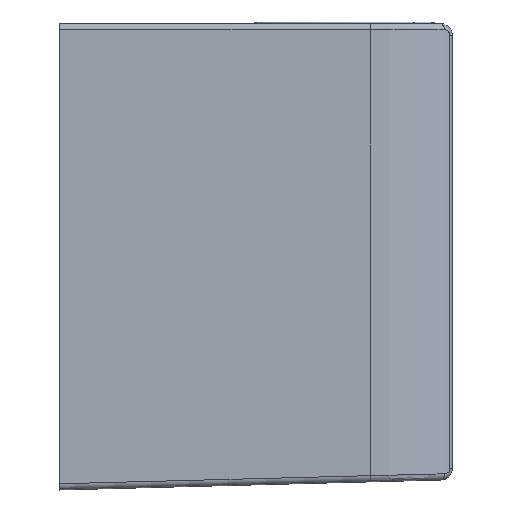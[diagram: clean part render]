
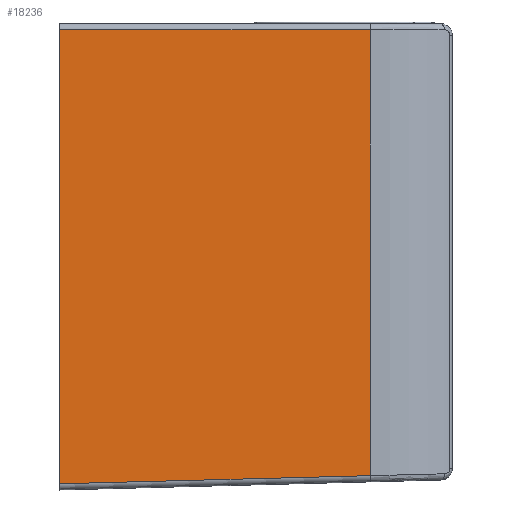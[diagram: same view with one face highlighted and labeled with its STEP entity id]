
A CAD part, front view. The second image highlights one B-rep face of the part: STEP entity #18236.
In plain terms, the highlighted face is planar.
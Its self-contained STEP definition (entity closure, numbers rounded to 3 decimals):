
#12846=CARTESIAN_POINT(' ',(39.5,-18.04,0.8));
#12851=DIRECTION(' ',(0.,0.,1.));
#12856=VECTOR(' ',#12851,1.);
#12861=LINE('',#12846,#12856);
#12866=CARTESIAN_POINT(' ',(39.5,-18.04,0.8));
#12867=VERTEX_POINT(' ',#12866);
#12871=CARTESIAN_POINT(' ',(39.5,-18.04,59.2));
#12872=VERTEX_POINT(' ',#12871);
#12876=EDGE_CURVE(' ',#12867,#12872,#12861,.T.);
#13081=CARTESIAN_POINT(' ',(-0.445,-16.994,0.8));
#13086=DIRECTION(' ',(1.,-0.026,0.));
#13091=VECTOR(' ',#13086,1.);
#13096=LINE('',#13081,#13091);
#13101=CARTESIAN_POINT(' ',(-0.445,-16.994,0.8));
#13102=VERTEX_POINT(' ',#13101);
#13106=EDGE_CURVE(' ',#13102,#12867,#13096,.T.);
#15406=CARTESIAN_POINT(' ',(-0.445,-16.994,58.154));
#15407=VERTEX_POINT(' ',#15406);
#15516=CARTESIAN_POINT(' ',(39.5,-18.04,59.2));
#15521=DIRECTION(' ',(-0.999,0.026,-0.026));
#15526=VECTOR(' ',#15521,1.);
#15531=LINE('',#15516,#15526);
#15536=EDGE_CURVE(' ',#12872,#15407,#15531,.T.);
#18156=DIRECTION(' ',(-0.026,-1.,0.));
#18161=CARTESIAN_POINT(' ',(39.5,-18.04,0.8));
#18166=DIRECTION(' ',(0.,0.,1.));
#18171=AXIS2_PLACEMENT_3D(' ',#18161,#18156,#18166);
#18176=PLANE('',#18171);
#18181=ORIENTED_EDGE(' ',*,*,#12876,.T.);
#18186=ORIENTED_EDGE(' ',*,*,#15536,.T.);
#18191=CARTESIAN_POINT(' ',(-0.445,-16.994,0.8));
#18196=DIRECTION(' ',(0.,0.,1.));
#18201=VECTOR(' ',#18196,1.);
#18206=LINE('',#18191,#18201);
#18211=EDGE_CURVE(' ',#13102,#15407,#18206,.T.);
#18216=ORIENTED_EDGE(' ',*,*,#18211,.F.);
#18221=ORIENTED_EDGE(' ',*,*,#13106,.T.);
#18226=EDGE_LOOP(' ',(#18181,#18186,#18216,#18221));
#18231=FACE_OUTER_BOUND(' ',#18226,.T.);
#18236=ADVANCED_FACE('',(#18231),#18176,.T.);
